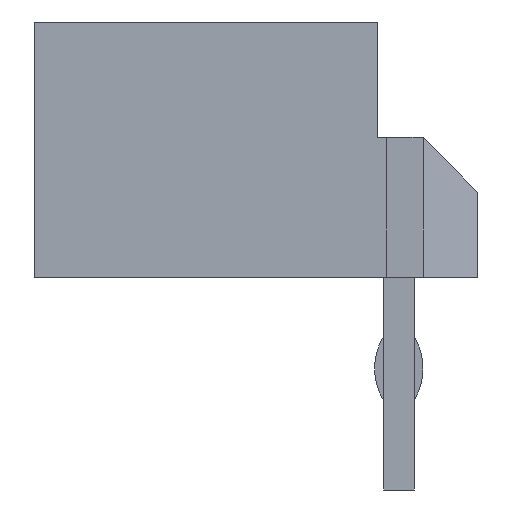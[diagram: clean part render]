
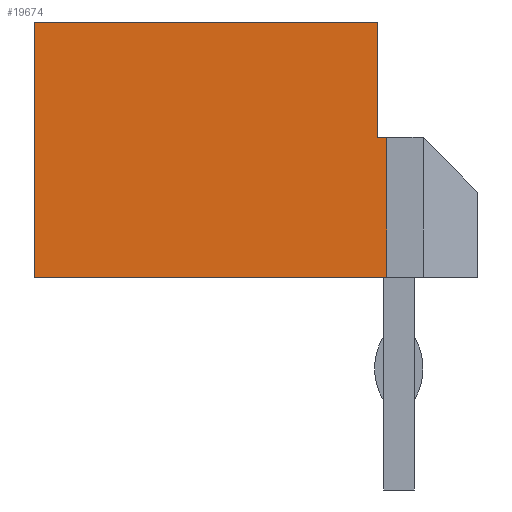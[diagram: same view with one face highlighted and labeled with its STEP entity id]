
A CAD part, left-side view. The second image highlights one B-rep face of the part: STEP entity #19674.
In plain terms, the highlighted planar face has unit normal (-1, 0, 0).
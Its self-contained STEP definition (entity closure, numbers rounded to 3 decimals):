
#368 = PLANE('',#369);
#369 = AXIS2_PLACEMENT_3D('',#370,#371,#372);
#370 = CARTESIAN_POINT('',(28.,-1.3,0.));
#371 = DIRECTION('',(0.,0.,-1.));
#372 = DIRECTION('',(-1.,0.,0.));
#3749 = PLANE('',#3750);
#3750 = AXIS2_PLACEMENT_3D('',#3751,#3752,#3753);
#3751 = CARTESIAN_POINT('',(13.,6.,2.1));
#3752 = DIRECTION('',(0.,1.,0.));
#3753 = DIRECTION('',(-1.,0.,0.));
#7011 = PLANE('',#7012);
#7012 = AXIS2_PLACEMENT_3D('',#7013,#7014,#7015);
#7013 = CARTESIAN_POINT('',(-2.,0.35,2.3));
#7014 = DIRECTION('',(0.,0.,-1.));
#7015 = DIRECTION('',(0.,-1.,0.));
#11865 = VERTEX_POINT('',#11866);
#11866 = CARTESIAN_POINT('',(-2.,0.2,2.3));
#11880 = PLANE('',#11881);
#11881 = AXIS2_PLACEMENT_3D('',#11882,#11883,#11884);
#11882 = CARTESIAN_POINT('',(-2.,0.2,0.));
#11883 = DIRECTION('',(0.,1.,0.));
#11884 = DIRECTION('',(1.,0.,0.));
#11892 = EDGE_CURVE('',#11893,#11865,#11895,.T.);
#11893 = VERTEX_POINT('',#11894);
#11894 = CARTESIAN_POINT('',(-2.,0.35,2.3));
#11895 = SURFACE_CURVE('',#11896,(#11900,#11907),.PCURVE_S1.);
#11896 = LINE('',#11897,#11898);
#11897 = CARTESIAN_POINT('',(-2.,0.35,2.3));
#11898 = VECTOR('',#11899,1.);
#11899 = DIRECTION('',(0.,-1.,0.));
#11900 = PCURVE('',#7011,#11901);
#11901 = DEFINITIONAL_REPRESENTATION('',(#11902),#11906);
#11902 = LINE('',#11903,#11904);
#11903 = CARTESIAN_POINT('',(0.,0.));
#11904 = VECTOR('',#11905,1.);
#11905 = DIRECTION('',(1.,0.));
#11906 = ( GEOMETRIC_REPRESENTATION_CONTEXT(2) 
PARAMETRIC_REPRESENTATION_CONTEXT() REPRESENTATION_CONTEXT('2D SPACE',''
  ) );
#11907 = PCURVE('',#11908,#11913);
#11908 = PLANE('',#11909);
#11909 = AXIS2_PLACEMENT_3D('',#11910,#11911,#11912);
#11910 = CARTESIAN_POINT('',(-2.,-1.3,0.));
#11911 = DIRECTION('',(-1.,0.,0.));
#11912 = DIRECTION('',(0.,0.,1.));
#11913 = DEFINITIONAL_REPRESENTATION('',(#11914),#11918);
#11914 = LINE('',#11915,#11916);
#11915 = CARTESIAN_POINT('',(2.3,1.65));
#11916 = VECTOR('',#11917,1.);
#11917 = DIRECTION('',(0.,-1.));
#11918 = ( GEOMETRIC_REPRESENTATION_CONTEXT(2) 
PARAMETRIC_REPRESENTATION_CONTEXT() REPRESENTATION_CONTEXT('2D SPACE',''
  ) );
#11936 = PLANE('',#11937);
#11937 = AXIS2_PLACEMENT_3D('',#11938,#11939,#11940);
#11938 = CARTESIAN_POINT('',(-2.,0.35,4.2));
#11939 = DIRECTION('',(0.,1.,0.));
#11940 = DIRECTION('',(0.,0.,-1.));
#13602 = PLANE('',#13603);
#13603 = AXIS2_PLACEMENT_3D('',#13604,#13605,#13606);
#13604 = CARTESIAN_POINT('',(-2.,-1.3,4.2));
#13605 = DIRECTION('',(0.,0.,1.));
#13606 = DIRECTION('',(1.,0.,0.));
#19027 = VERTEX_POINT('',#19028);
#19028 = CARTESIAN_POINT('',(-2.,6.,4.2));
#19049 = EDGE_CURVE('',#19050,#19027,#19052,.T.);
#19050 = VERTEX_POINT('',#19051);
#19051 = CARTESIAN_POINT('',(-2.,6.,0.));
#19052 = SURFACE_CURVE('',#19053,(#19057,#19064),.PCURVE_S1.);
#19053 = LINE('',#19054,#19055);
#19054 = CARTESIAN_POINT('',(-2.,6.,0.));
#19055 = VECTOR('',#19056,1.);
#19056 = DIRECTION('',(0.,0.,1.));
#19057 = PCURVE('',#3749,#19058);
#19058 = DEFINITIONAL_REPRESENTATION('',(#19059),#19063);
#19059 = LINE('',#19060,#19061);
#19060 = CARTESIAN_POINT('',(15.,-2.1));
#19061 = VECTOR('',#19062,1.);
#19062 = DIRECTION('',(0.,1.));
#19063 = ( GEOMETRIC_REPRESENTATION_CONTEXT(2) 
PARAMETRIC_REPRESENTATION_CONTEXT() REPRESENTATION_CONTEXT('2D SPACE',''
  ) );
#19064 = PCURVE('',#11908,#19065);
#19065 = DEFINITIONAL_REPRESENTATION('',(#19066),#19070);
#19066 = LINE('',#19067,#19068);
#19067 = CARTESIAN_POINT('',(0.,7.3));
#19068 = VECTOR('',#19069,1.);
#19069 = DIRECTION('',(1.,0.));
#19070 = ( GEOMETRIC_REPRESENTATION_CONTEXT(2) 
PARAMETRIC_REPRESENTATION_CONTEXT() REPRESENTATION_CONTEXT('2D SPACE',''
  ) );
#19336 = VERTEX_POINT('',#19337);
#19337 = CARTESIAN_POINT('',(-2.,0.2,0.));
#19473 = EDGE_CURVE('',#19336,#19050,#19474,.T.);
#19474 = SURFACE_CURVE('',#19475,(#19479,#19486),.PCURVE_S1.);
#19475 = LINE('',#19476,#19477);
#19476 = CARTESIAN_POINT('',(-2.,0.2,0.));
#19477 = VECTOR('',#19478,1.);
#19478 = DIRECTION('',(0.,1.,0.));
#19479 = PCURVE('',#368,#19480);
#19480 = DEFINITIONAL_REPRESENTATION('',(#19481),#19485);
#19481 = LINE('',#19482,#19483);
#19482 = CARTESIAN_POINT('',(30.,1.5));
#19483 = VECTOR('',#19484,1.);
#19484 = DIRECTION('',(0.,1.));
#19485 = ( GEOMETRIC_REPRESENTATION_CONTEXT(2) 
PARAMETRIC_REPRESENTATION_CONTEXT() REPRESENTATION_CONTEXT('2D SPACE',''
  ) );
#19486 = PCURVE('',#11908,#19487);
#19487 = DEFINITIONAL_REPRESENTATION('',(#19488),#19492);
#19488 = LINE('',#19489,#19490);
#19489 = CARTESIAN_POINT('',(0.,1.5));
#19490 = VECTOR('',#19491,1.);
#19491 = DIRECTION('',(0.,1.));
#19492 = ( GEOMETRIC_REPRESENTATION_CONTEXT(2) 
PARAMETRIC_REPRESENTATION_CONTEXT() REPRESENTATION_CONTEXT('2D SPACE',''
  ) );
#19630 = EDGE_CURVE('',#19631,#11893,#19633,.T.);
#19631 = VERTEX_POINT('',#19632);
#19632 = CARTESIAN_POINT('',(-2.,0.35,4.2));
#19633 = SURFACE_CURVE('',#19634,(#19638,#19645),.PCURVE_S1.);
#19634 = LINE('',#19635,#19636);
#19635 = CARTESIAN_POINT('',(-2.,0.35,4.2));
#19636 = VECTOR('',#19637,1.);
#19637 = DIRECTION('',(0.,0.,-1.));
#19638 = PCURVE('',#11936,#19639);
#19639 = DEFINITIONAL_REPRESENTATION('',(#19640),#19644);
#19640 = LINE('',#19641,#19642);
#19641 = CARTESIAN_POINT('',(0.,0.));
#19642 = VECTOR('',#19643,1.);
#19643 = DIRECTION('',(1.,0.));
#19644 = ( GEOMETRIC_REPRESENTATION_CONTEXT(2) 
PARAMETRIC_REPRESENTATION_CONTEXT() REPRESENTATION_CONTEXT('2D SPACE',''
  ) );
#19645 = PCURVE('',#11908,#19646);
#19646 = DEFINITIONAL_REPRESENTATION('',(#19647),#19651);
#19647 = LINE('',#19648,#19649);
#19648 = CARTESIAN_POINT('',(4.2,1.65));
#19649 = VECTOR('',#19650,1.);
#19650 = DIRECTION('',(-1.,0.));
#19651 = ( GEOMETRIC_REPRESENTATION_CONTEXT(2) 
PARAMETRIC_REPRESENTATION_CONTEXT() REPRESENTATION_CONTEXT('2D SPACE',''
  ) );
#19674 = ADVANCED_FACE('',(#19675),#11908,.T.);
#19675 = FACE_BOUND('',#19676,.F.);
#19676 = EDGE_LOOP('',(#19677,#19698,#19699,#19700,#19721,#19722));
#19677 = ORIENTED_EDGE('',*,*,#19678,.F.);
#19678 = EDGE_CURVE('',#19336,#11865,#19679,.T.);
#19679 = SURFACE_CURVE('',#19680,(#19684,#19691),.PCURVE_S1.);
#19680 = LINE('',#19681,#19682);
#19681 = CARTESIAN_POINT('',(-2.,0.2,0.));
#19682 = VECTOR('',#19683,1.);
#19683 = DIRECTION('',(0.,0.,1.));
#19684 = PCURVE('',#11908,#19685);
#19685 = DEFINITIONAL_REPRESENTATION('',(#19686),#19690);
#19686 = LINE('',#19687,#19688);
#19687 = CARTESIAN_POINT('',(0.,1.5));
#19688 = VECTOR('',#19689,1.);
#19689 = DIRECTION('',(1.,0.));
#19690 = ( GEOMETRIC_REPRESENTATION_CONTEXT(2) 
PARAMETRIC_REPRESENTATION_CONTEXT() REPRESENTATION_CONTEXT('2D SPACE',''
  ) );
#19691 = PCURVE('',#11880,#19692);
#19692 = DEFINITIONAL_REPRESENTATION('',(#19693),#19697);
#19693 = LINE('',#19694,#19695);
#19694 = CARTESIAN_POINT('',(0.,0.));
#19695 = VECTOR('',#19696,1.);
#19696 = DIRECTION('',(0.,-1.));
#19697 = ( GEOMETRIC_REPRESENTATION_CONTEXT(2) 
PARAMETRIC_REPRESENTATION_CONTEXT() REPRESENTATION_CONTEXT('2D SPACE',''
  ) );
#19698 = ORIENTED_EDGE('',*,*,#19473,.T.);
#19699 = ORIENTED_EDGE('',*,*,#19049,.T.);
#19700 = ORIENTED_EDGE('',*,*,#19701,.F.);
#19701 = EDGE_CURVE('',#19631,#19027,#19702,.T.);
#19702 = SURFACE_CURVE('',#19703,(#19707,#19714),.PCURVE_S1.);
#19703 = LINE('',#19704,#19705);
#19704 = CARTESIAN_POINT('',(-2.,0.35,4.2));
#19705 = VECTOR('',#19706,1.);
#19706 = DIRECTION('',(0.,1.,0.));
#19707 = PCURVE('',#11908,#19708);
#19708 = DEFINITIONAL_REPRESENTATION('',(#19709),#19713);
#19709 = LINE('',#19710,#19711);
#19710 = CARTESIAN_POINT('',(4.2,1.65));
#19711 = VECTOR('',#19712,1.);
#19712 = DIRECTION('',(0.,1.));
#19713 = ( GEOMETRIC_REPRESENTATION_CONTEXT(2) 
PARAMETRIC_REPRESENTATION_CONTEXT() REPRESENTATION_CONTEXT('2D SPACE',''
  ) );
#19714 = PCURVE('',#13602,#19715);
#19715 = DEFINITIONAL_REPRESENTATION('',(#19716),#19720);
#19716 = LINE('',#19717,#19718);
#19717 = CARTESIAN_POINT('',(0.,1.65));
#19718 = VECTOR('',#19719,1.);
#19719 = DIRECTION('',(0.,1.));
#19720 = ( GEOMETRIC_REPRESENTATION_CONTEXT(2) 
PARAMETRIC_REPRESENTATION_CONTEXT() REPRESENTATION_CONTEXT('2D SPACE',''
  ) );
#19721 = ORIENTED_EDGE('',*,*,#19630,.T.);
#19722 = ORIENTED_EDGE('',*,*,#11892,.T.);
